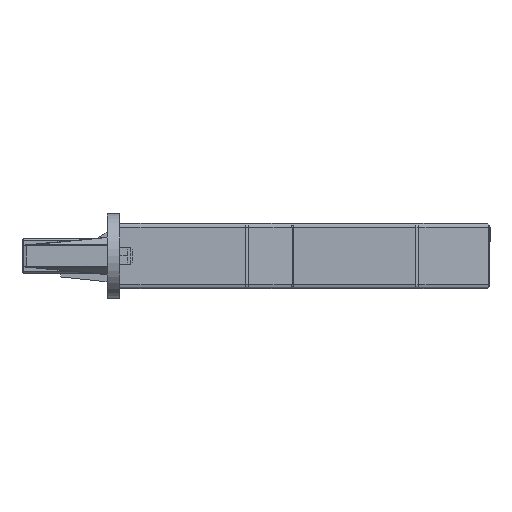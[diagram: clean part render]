
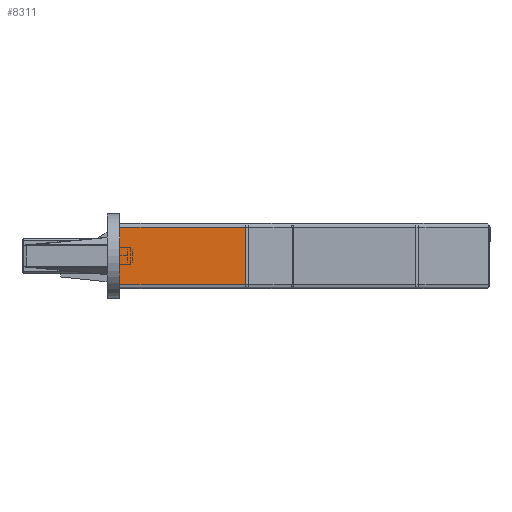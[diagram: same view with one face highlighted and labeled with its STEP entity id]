
A CAD part, front view. The second image highlights one B-rep face of the part: STEP entity #8311.
In plain terms, the highlighted planar face has unit normal (0, -1, 0).
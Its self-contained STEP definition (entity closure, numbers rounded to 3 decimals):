
#809 = LINE ( 'NONE', #7696, #8422 ) ;
#1799 = ORIENTED_EDGE ( 'NONE', *, *, #22011, .T. ) ;
#2957 = LINE ( 'NONE', #9842, #6883 ) ;
#3720 = ORIENTED_EDGE ( 'NONE', *, *, #4700, .T. ) ;
#4024 = CARTESIAN_POINT ( 'NONE',  ( 16.086, -33.75, 11.25 ) ) ;
#4578 = AXIS2_PLACEMENT_3D ( 'NONE', #11137, #19800, #16316 ) ;
#4700 = EDGE_CURVE ( 'NONE', #12722, #7010, #809, .T. ) ;
#6282 = CARTESIAN_POINT ( 'NONE',  ( 27.3, -33.75, -2.25 ) ) ;
#6844 = VECTOR ( 'NONE', #21505, 1000. ) ;
#6883 = VECTOR ( 'NONE', #14817, 1000. ) ;
#7010 = VERTEX_POINT ( 'NONE', #20251 ) ;
#7696 = CARTESIAN_POINT ( 'NONE',  ( 27.3, -33.75, 11.25 ) ) ;
#8311 = ADVANCED_FACE ( 'NONE', ( #14736 ), #18328, .F. ) ;
#8422 = VECTOR ( 'NONE', #20880, 1000. ) ;
#8527 = EDGE_LOOP ( 'NONE', ( #12370, #3720, #1799, #11129 ) ) ;
#8833 = LINE ( 'NONE', #10641, #11522 ) ;
#9842 = CARTESIAN_POINT ( 'NONE',  ( -13.5, -33.75, 12.25 ) ) ;
#10641 = CARTESIAN_POINT ( 'NONE',  ( 16.086, -33.75, 12.25 ) ) ;
#11129 = ORIENTED_EDGE ( 'NONE', *, *, #12839, .T. ) ;
#11137 = CARTESIAN_POINT ( 'NONE',  ( 27.3, -33.75, 12.25 ) ) ;
#11522 = VECTOR ( 'NONE', #17605, 1000. ) ;
#12370 = ORIENTED_EDGE ( 'NONE', *, *, #13632, .T. ) ;
#12722 = VERTEX_POINT ( 'NONE', #4024 ) ;
#12839 = EDGE_CURVE ( 'NONE', #20018, #17422, #17899, .T. ) ;
#13277 = CARTESIAN_POINT ( 'NONE',  ( 16.086, -33.75, -2.25 ) ) ;
#13632 = EDGE_CURVE ( 'NONE', #17422, #12722, #8833, .T. ) ;
#14736 = FACE_OUTER_BOUND ( 'NONE', #8527, .T. ) ;
#14817 = DIRECTION ( 'NONE',  ( 0., 0., -1. ) ) ;
#16316 = DIRECTION ( 'NONE',  ( -1., 0., 0. ) ) ;
#17422 = VERTEX_POINT ( 'NONE', #13277 ) ;
#17605 = DIRECTION ( 'NONE',  ( 0., 0., 1. ) ) ;
#17899 = LINE ( 'NONE', #6282, #6844 ) ;
#18328 = PLANE ( 'NONE',  #4578 ) ;
#19800 = DIRECTION ( 'NONE',  ( 0., 1., 0. ) ) ;
#20018 = VERTEX_POINT ( 'NONE', #21842 ) ;
#20251 = CARTESIAN_POINT ( 'NONE',  ( -13.5, -33.75, 11.25 ) ) ;
#20880 = DIRECTION ( 'NONE',  ( -1., 0., 0. ) ) ;
#21505 = DIRECTION ( 'NONE',  ( 1., 0., 0. ) ) ;
#21842 = CARTESIAN_POINT ( 'NONE',  ( -13.5, -33.75, -2.25 ) ) ;
#22011 = EDGE_CURVE ( 'NONE', #7010, #20018, #2957, .T. ) ;
